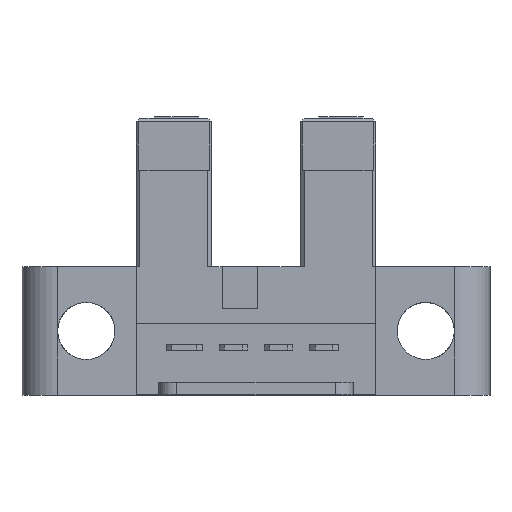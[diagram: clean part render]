
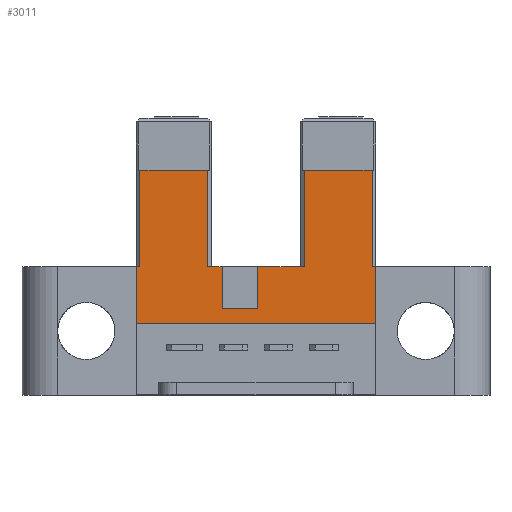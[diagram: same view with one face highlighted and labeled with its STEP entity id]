
A CAD part, top view. The second image highlights one B-rep face of the part: STEP entity #3011.
In plain terms, the highlighted planar face has unit normal (0, 0, 1).
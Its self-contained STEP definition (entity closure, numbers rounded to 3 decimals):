
#180=FACE_OUTER_BOUND('',#339,.T.);
#339=EDGE_LOOP('',(#2224,#2225,#2226,#2227,#2228,#2229,#2230,#2231,#2232,
#2233,#2234,#2235,#2236,#2237,#2238,#2239));
#575=LINE('',#4390,#951);
#579=LINE('',#4398,#955);
#584=LINE('',#4408,#960);
#597=LINE('',#4435,#973);
#598=LINE('',#4437,#974);
#599=LINE('',#4439,#975);
#600=LINE('',#4441,#976);
#601=LINE('',#4443,#977);
#602=LINE('',#4445,#978);
#603=LINE('',#4447,#979);
#604=LINE('',#4449,#980);
#605=LINE('',#4451,#981);
#606=LINE('',#4453,#982);
#607=LINE('',#4455,#983);
#608=LINE('',#4457,#984);
#609=LINE('',#4458,#985);
#951=VECTOR('',#3588,2.35);
#955=VECTOR('',#3594,2.);
#960=VECTOR('',#3603,2.35);
#973=VECTOR('',#3626,0.8);
#974=VECTOR('',#3627,5.4);
#975=VECTOR('',#3628,3.8);
#976=VECTOR('',#3629,5.4);
#977=VECTOR('',#3630,0.2);
#978=VECTOR('',#3631,3.2);
#979=VECTOR('',#3632,13.4);
#980=VECTOR('',#3633,3.2);
#981=VECTOR('',#3634,0.2);
#982=VECTOR('',#3635,5.4);
#983=VECTOR('',#3636,3.8);
#984=VECTOR('',#3637,5.4);
#985=VECTOR('',#3638,2.6);
#1296=VERTEX_POINT('',#4388);
#1297=VERTEX_POINT('',#4389);
#1300=VERTEX_POINT('',#4397);
#1303=VERTEX_POINT('',#4407);
#1312=VERTEX_POINT('',#4434);
#1313=VERTEX_POINT('',#4436);
#1314=VERTEX_POINT('',#4438);
#1315=VERTEX_POINT('',#4440);
#1316=VERTEX_POINT('',#4442);
#1317=VERTEX_POINT('',#4444);
#1318=VERTEX_POINT('',#4446);
#1319=VERTEX_POINT('',#4448);
#1320=VERTEX_POINT('',#4450);
#1321=VERTEX_POINT('',#4452);
#1322=VERTEX_POINT('',#4454);
#1323=VERTEX_POINT('',#4456);
#1633=EDGE_CURVE('',#1296,#1297,#575,.T.);
#1637=EDGE_CURVE('',#1297,#1300,#579,.T.);
#1642=EDGE_CURVE('',#1300,#1303,#584,.T.);
#1655=EDGE_CURVE('',#1312,#1303,#597,.T.);
#1656=EDGE_CURVE('',#1313,#1312,#598,.T.);
#1657=EDGE_CURVE('',#1313,#1314,#599,.T.);
#1658=EDGE_CURVE('',#1315,#1314,#600,.T.);
#1659=EDGE_CURVE('',#1316,#1315,#601,.T.);
#1660=EDGE_CURVE('',#1316,#1317,#602,.T.);
#1661=EDGE_CURVE('',#1317,#1318,#603,.T.);
#1662=EDGE_CURVE('',#1319,#1318,#604,.T.);
#1663=EDGE_CURVE('',#1320,#1319,#605,.T.);
#1664=EDGE_CURVE('',#1321,#1320,#606,.T.);
#1665=EDGE_CURVE('',#1321,#1322,#607,.T.);
#1666=EDGE_CURVE('',#1323,#1322,#608,.T.);
#1667=EDGE_CURVE('',#1296,#1323,#609,.T.);
#2224=ORIENTED_EDGE('',*,*,#1633,.T.);
#2225=ORIENTED_EDGE('',*,*,#1637,.T.);
#2226=ORIENTED_EDGE('',*,*,#1642,.T.);
#2227=ORIENTED_EDGE('',*,*,#1655,.F.);
#2228=ORIENTED_EDGE('',*,*,#1656,.F.);
#2229=ORIENTED_EDGE('',*,*,#1657,.T.);
#2230=ORIENTED_EDGE('',*,*,#1658,.F.);
#2231=ORIENTED_EDGE('',*,*,#1659,.F.);
#2232=ORIENTED_EDGE('',*,*,#1660,.T.);
#2233=ORIENTED_EDGE('',*,*,#1661,.T.);
#2234=ORIENTED_EDGE('',*,*,#1662,.F.);
#2235=ORIENTED_EDGE('',*,*,#1663,.F.);
#2236=ORIENTED_EDGE('',*,*,#1664,.F.);
#2237=ORIENTED_EDGE('',*,*,#1665,.T.);
#2238=ORIENTED_EDGE('',*,*,#1666,.F.);
#2239=ORIENTED_EDGE('',*,*,#1667,.F.);
#2828=PLANE('',#3183);
#3011=ADVANCED_FACE('',(#180),#2828,.F.);
#3183=AXIS2_PLACEMENT_3D('',#4433,#3624,#3625);
#3588=DIRECTION('',(0.,-1.,0.));
#3594=DIRECTION('',(-1.,0.,0.));
#3603=DIRECTION('',(0.,1.,0.));
#3624=DIRECTION('center_axis',(0.,0.,-1.));
#3625=DIRECTION('ref_axis',(1.,0.,0.));
#3626=DIRECTION('',(1.,0.,0.));
#3627=DIRECTION('',(0.,-1.,0.));
#3628=DIRECTION('',(-1.,0.,0.));
#3629=DIRECTION('',(0.,1.,0.));
#3630=DIRECTION('',(1.,0.,0.));
#3631=DIRECTION('',(0.,-1.,0.));
#3632=DIRECTION('',(1.,0.,0.));
#3633=DIRECTION('',(0.,-1.,0.));
#3634=DIRECTION('',(1.,0.,0.));
#3635=DIRECTION('',(0.,-1.,0.));
#3636=DIRECTION('',(-1.,0.,0.));
#3637=DIRECTION('',(0.,1.,0.));
#3638=DIRECTION('',(1.,0.,0.));
#4388=CARTESIAN_POINT('',(0.1,7.2,-0.3));
#4389=CARTESIAN_POINT('',(0.1,4.85,-0.3));
#4390=CARTESIAN_POINT('',(0.1,11.35,-0.3));
#4397=CARTESIAN_POINT('',(-1.9,4.85,-0.3));
#4398=CARTESIAN_POINT('',(-3.8,4.85,-0.3));
#4407=CARTESIAN_POINT('',(-1.9,7.2,-0.3));
#4408=CARTESIAN_POINT('',(-1.9,11.35,-0.3));
#4433=CARTESIAN_POINT('Origin',(-6.7,15.5,-0.3));
#4434=CARTESIAN_POINT('',(-2.7,7.2,-0.3));
#4435=CARTESIAN_POINT('',(-4.6,7.2,-0.3));
#4436=CARTESIAN_POINT('',(-2.7,12.6,-0.3));
#4437=CARTESIAN_POINT('',(-2.7,15.5,-0.3));
#4438=CARTESIAN_POINT('',(-6.5,12.6,-0.3));
#4439=CARTESIAN_POINT('',(-2.992,12.6,-0.3));
#4440=CARTESIAN_POINT('',(-6.5,7.2,-0.3));
#4441=CARTESIAN_POINT('',(-6.5,11.35,-0.3));
#4442=CARTESIAN_POINT('',(-6.7,7.2,-0.3));
#4443=CARTESIAN_POINT('',(-9.9,7.2,-0.3));
#4444=CARTESIAN_POINT('',(-6.7,4.,-0.3));
#4445=CARTESIAN_POINT('',(-6.7,15.5,-0.3));
#4446=CARTESIAN_POINT('',(6.7,4.,-0.3));
#4447=CARTESIAN_POINT('',(0.,4.,-0.3));
#4448=CARTESIAN_POINT('',(6.7,7.2,-0.3));
#4449=CARTESIAN_POINT('',(6.7,15.5,-0.3));
#4450=CARTESIAN_POINT('',(6.5,7.2,-0.3));
#4451=CARTESIAN_POINT('',(0.,7.2,-0.3));
#4452=CARTESIAN_POINT('',(6.5,12.6,-0.3));
#4453=CARTESIAN_POINT('',(6.5,15.5,-0.3));
#4454=CARTESIAN_POINT('',(2.7,12.6,-0.3));
#4455=CARTESIAN_POINT('',(-2.992,12.6,-0.3));
#4456=CARTESIAN_POINT('',(2.7,7.2,-0.3));
#4457=CARTESIAN_POINT('',(2.7,11.35,-0.3));
#4458=CARTESIAN_POINT('',(-4.6,7.2,-0.3));
